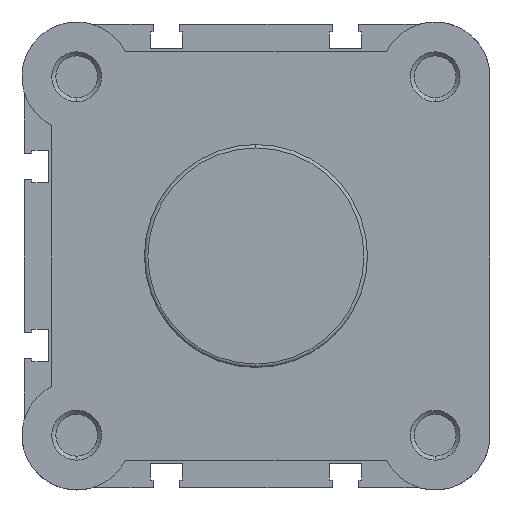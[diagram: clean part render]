
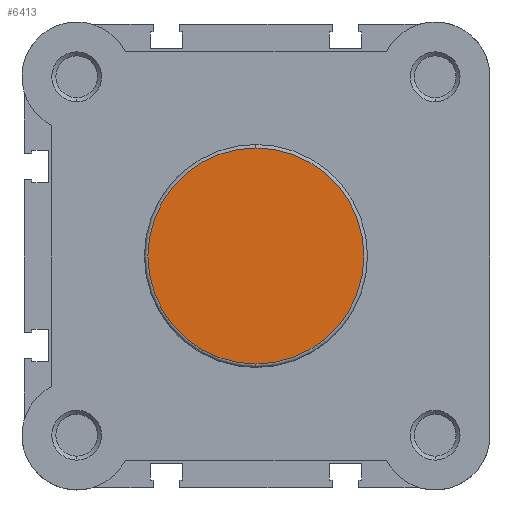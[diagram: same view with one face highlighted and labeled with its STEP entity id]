
A CAD part, left-side view. The second image highlights one B-rep face of the part: STEP entity #6413.
In plain terms, the highlighted planar face has unit normal (-1, 0, 0).
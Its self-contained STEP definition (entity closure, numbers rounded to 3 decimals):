
#145 = VERTEX_POINT ( 'NONE', #1610 ) ;
#289 = VERTEX_POINT ( 'NONE', #1716 ) ;
#972 = EDGE_CURVE ( 'NONE', #289, #145, #3257, .T. ) ;
#1032 = EDGE_CURVE ( 'NONE', #145, #289, #3341, .T. ) ;
#1308 = AXIS2_PLACEMENT_3D ( 'NONE', #3928, #3929, #3930 ) ;
#1342 = AXIS2_PLACEMENT_3D ( 'NONE', #4076, #4083, #4084 ) ;
#1610 = CARTESIAN_POINT ( 'NONE',  ( 0., 0., -21.7 ) ) ;
#1716 = CARTESIAN_POINT ( 'NONE',  ( 0., 0., 21.7 ) ) ;
#2090 = ORIENTED_EDGE ( 'NONE', *, *, #1032, .T. ) ;
#2094 = ORIENTED_EDGE ( 'NONE', *, *, #972, .T. ) ;
#2614 = EDGE_LOOP ( 'NONE', ( #2090, #2094 ) ) ;
#3257 = CIRCLE ( 'NONE', #1308, 21.7 ) ;
#3341 = CIRCLE ( 'NONE', #1342, 21.7 ) ;
#3928 = CARTESIAN_POINT ( 'NONE',  ( 0., 0., 0. ) ) ;
#3929 = DIRECTION ( 'NONE',  ( -1., 0., 0. ) ) ;
#3930 = DIRECTION ( 'NONE',  ( 0., 0., -1. ) ) ;
#4076 = CARTESIAN_POINT ( 'NONE',  ( 0., 0., 0. ) ) ;
#4083 = DIRECTION ( 'NONE',  ( -1., 0., 0. ) ) ;
#4084 = DIRECTION ( 'NONE',  ( 0., 0., -1. ) ) ;
#4975 = FACE_OUTER_BOUND ( 'NONE', #2614, .T. ) ;
#5477 = CARTESIAN_POINT ( 'NONE',  ( 0., 22.4, 0. ) ) ;
#5478 = PLANE ( 'NONE',  #5802 ) ;
#5480 = DIRECTION ( 'NONE',  ( 1., 0., 0. ) ) ;
#5481 = DIRECTION ( 'NONE',  ( 0., 0., -1. ) ) ;
#5802 = AXIS2_PLACEMENT_3D ( 'NONE', #5477, #5480, #5481 ) ;
#6413 = ADVANCED_FACE ( 'NONE', ( #4975 ), #5478, .F. ) ;
